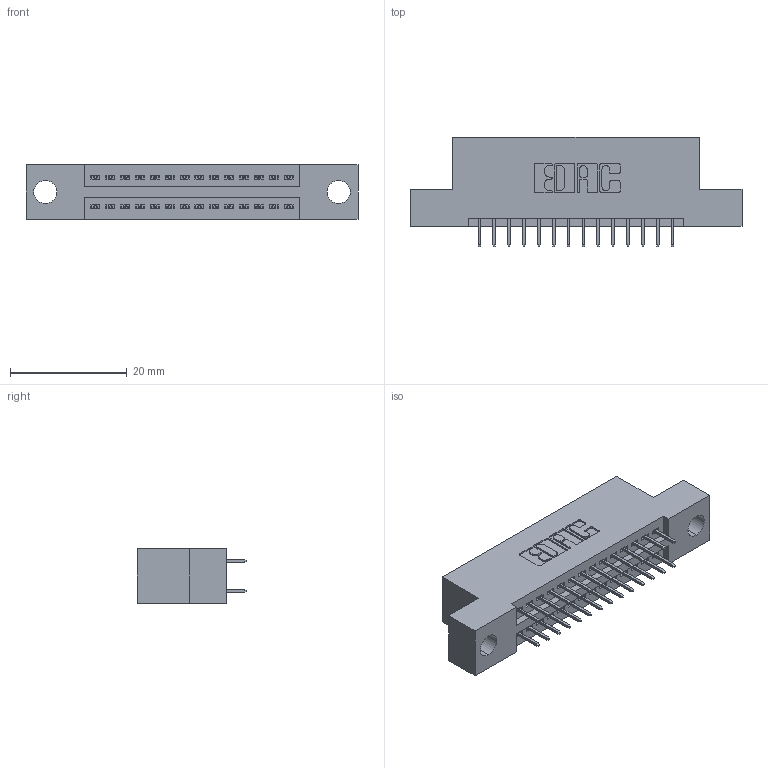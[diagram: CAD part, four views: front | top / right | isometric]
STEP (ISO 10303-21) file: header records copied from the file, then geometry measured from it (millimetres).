
FILE_DESCRIPTION (( 'STEP AP203' ), '1' );
FILE_NAME ('345-028-525-204.STEP', '2020-09-19T10:54:41', ( '' ), ( '' ), 'SwSTEP 2.0', 'SolidWorks 2020', '' );
FILE_SCHEMA (( 'CONFIG_CONTROL_DESIGN' ));
Length unit declared in the file: inch
Products named in the file (3): 345-028-525-204; 345-292-001_345-293-125; 345 Part_Flush Mounting Lugs - 0.156 Dia-TH
Assembly tree (29 placements, depth 2):
  345-028-525-204
    345 Part_Flush Mounting Lugs - 0.156 Dia-TH
    345-292-001_345-293-125  x28
Bounding box: 56.77 x 18.72 x 9.4 mm (x, y, z)
Volume: 5120.7 mm3; surface area: 6703.3 mm2
Topology: 29 solids, 29 shells, 1638 faces, 4625 edges, 2970 vertices
Faces by surface type: plane 1172, cylinder 466
Entity records: 14831 total; most frequent: CARTESIAN_POINT 2512, ORIENTED_EDGE 2446, DIRECTION 2251, EDGE_CURVE 1223, VECTOR 1039, LINE 1039, VERTEX_POINT 810, AXIS2_PLACEMENT_3D 606
